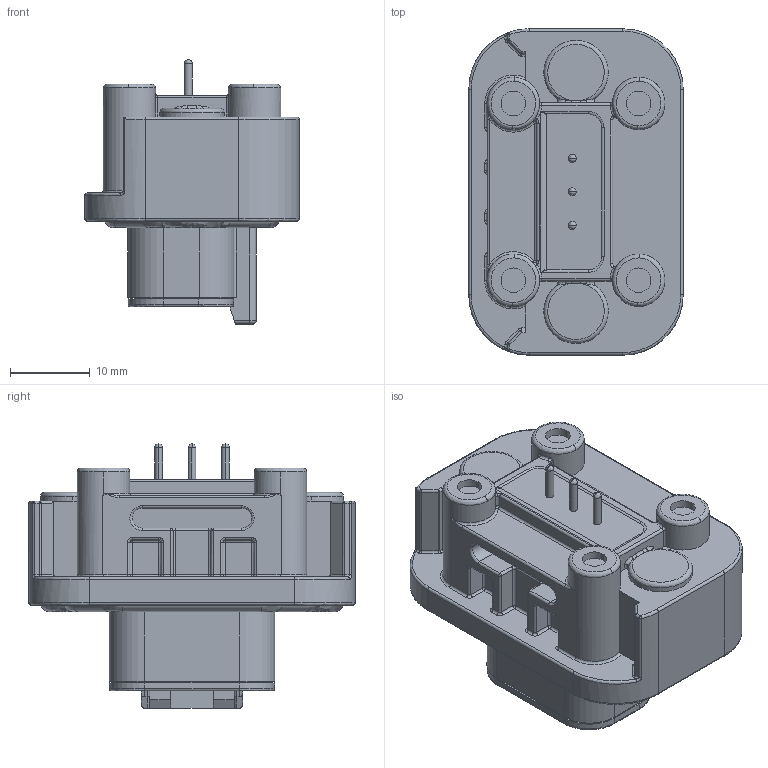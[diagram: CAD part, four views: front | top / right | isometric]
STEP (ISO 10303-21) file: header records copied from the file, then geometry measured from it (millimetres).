
FILE_DESCRIPTION (( 'STEP AP214' ), '1' );
FILE_NAME ('C-ATM15-3P-BM02_3D.STEP', '2018-08-31T13:44:12', ( '' ), ( '' ), 'SwSTEP 2.0', 'SolidWorks 2018', '' );
FILE_SCHEMA (( 'AUTOMOTIVE_DESIGN' ));
Length unit declared in the file: millimetre
Products named in the file (1): C-ATM15-3P-BM02_3D
Bounding box: 26.95 x 41.02 x 33.25 mm (x, y, z)
Volume: 13890.9 mm3; surface area: 6945.8 mm2
Topology: 1 solids, 1 shells, 665 faces, 1752 edges, 1064 vertices
Faces by surface type: cylinder 229, bspline 212, plane 194, cone 22, torus 8
Entity records: 25951 total; most frequent: CARTESIAN_POINT 11396, ORIENTED_EDGE 3408, DIRECTION 2538, EDGE_CURVE 1704, VERTEX_POINT 1064, AXIS2_PLACEMENT_3D 906, LINE 726, VECTOR 726
